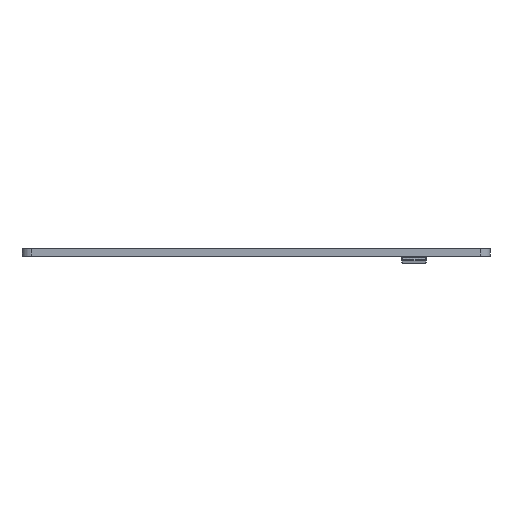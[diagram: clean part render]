
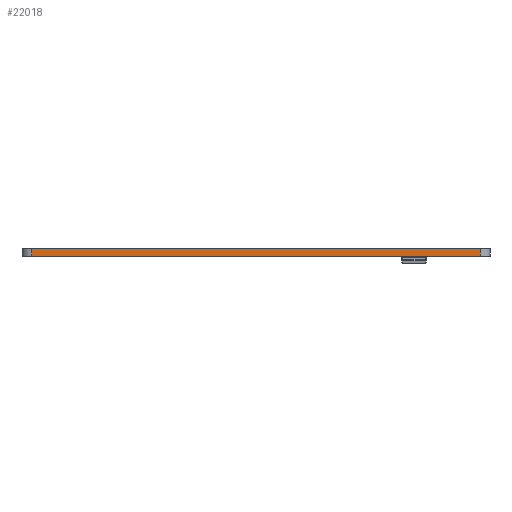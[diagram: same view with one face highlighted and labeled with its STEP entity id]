
A CAD part, left-side view. The second image highlights one B-rep face of the part: STEP entity #22018.
In plain terms, the highlighted planar face has unit normal (-1, 0, 0).
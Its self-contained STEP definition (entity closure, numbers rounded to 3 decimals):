
#18033 = CYLINDRICAL_SURFACE('',#18034,1.984);
#18034 = AXIS2_PLACEMENT_3D('',#18035,#18036,#18037);
#18035 = CARTESIAN_POINT('',(-12.303,7.541,0.));
#18036 = DIRECTION('',(-0.,-0.,-1.));
#18037 = DIRECTION('',(1.,0.,-0.));
#18061 = PLANE('',#18062);
#18062 = AXIS2_PLACEMENT_3D('',#18063,#18064,#18065);
#18063 = CARTESIAN_POINT('',(128.588,-38.1,1.59));
#18064 = DIRECTION('',(-0.,-0.,-1.));
#18065 = DIRECTION('',(-1.,0.,0.));
#18115 = PLANE('',#18116);
#18116 = AXIS2_PLACEMENT_3D('',#18117,#18118,#18119);
#18117 = CARTESIAN_POINT('',(128.588,-38.1,0.));
#18118 = DIRECTION('',(-0.,-0.,-1.));
#18119 = DIRECTION('',(-1.,0.,0.));
#18132 = VERTEX_POINT('',#18133);
#18133 = CARTESIAN_POINT('',(-14.287,7.541,1.59));
#18159 = EDGE_CURVE('',#18160,#18132,#18162,.T.);
#18160 = VERTEX_POINT('',#18161);
#18161 = CARTESIAN_POINT('',(-14.287,7.541,0.));
#18162 = SURFACE_CURVE('',#18163,(#18167,#18174),.PCURVE_S1.);
#18163 = LINE('',#18164,#18165);
#18164 = CARTESIAN_POINT('',(-14.287,7.541,0.));
#18165 = VECTOR('',#18166,1.);
#18166 = DIRECTION('',(0.,0.,1.));
#18167 = PCURVE('',#18033,#18168);
#18168 = DEFINITIONAL_REPRESENTATION('',(#18169),#18173);
#18169 = LINE('',#18170,#18171);
#18170 = CARTESIAN_POINT('',(-3.142,0.));
#18171 = VECTOR('',#18172,1.);
#18172 = DIRECTION('',(-0.,-1.));
#18173 = ( GEOMETRIC_REPRESENTATION_CONTEXT(2) 
PARAMETRIC_REPRESENTATION_CONTEXT() REPRESENTATION_CONTEXT('2D SPACE',''
  ) );
#18174 = PCURVE('',#18175,#18180);
#18175 = PLANE('',#18176);
#18176 = AXIS2_PLACEMENT_3D('',#18177,#18178,#18179);
#18177 = CARTESIAN_POINT('',(-14.287,-83.741,0.));
#18178 = DIRECTION('',(-1.,0.,0.));
#18179 = DIRECTION('',(0.,1.,0.));
#18180 = DEFINITIONAL_REPRESENTATION('',(#18181),#18185);
#18181 = LINE('',#18182,#18183);
#18182 = CARTESIAN_POINT('',(91.281,0.));
#18183 = VECTOR('',#18184,1.);
#18184 = DIRECTION('',(0.,-1.));
#18185 = ( GEOMETRIC_REPRESENTATION_CONTEXT(2) 
PARAMETRIC_REPRESENTATION_CONTEXT() REPRESENTATION_CONTEXT('2D SPACE',''
  ) );
#18389 = VERTEX_POINT('',#18390);
#18390 = CARTESIAN_POINT('',(-14.287,-83.741,0.));
#18409 = CYLINDRICAL_SURFACE('',#18410,1.984);
#18410 = AXIS2_PLACEMENT_3D('',#18411,#18412,#18413);
#18411 = CARTESIAN_POINT('',(-12.303,-83.741,0.));
#18412 = DIRECTION('',(-0.,-0.,-1.));
#18413 = DIRECTION('',(1.,0.,-0.));
#18421 = EDGE_CURVE('',#18389,#18160,#18422,.T.);
#18422 = SURFACE_CURVE('',#18423,(#18427,#18434),.PCURVE_S1.);
#18423 = LINE('',#18424,#18425);
#18424 = CARTESIAN_POINT('',(-14.287,-83.741,0.));
#18425 = VECTOR('',#18426,1.);
#18426 = DIRECTION('',(0.,1.,0.));
#18427 = PCURVE('',#18115,#18428);
#18428 = DEFINITIONAL_REPRESENTATION('',(#18429),#18433);
#18429 = LINE('',#18430,#18431);
#18430 = CARTESIAN_POINT('',(142.875,-45.641));
#18431 = VECTOR('',#18432,1.);
#18432 = DIRECTION('',(0.,1.));
#18433 = ( GEOMETRIC_REPRESENTATION_CONTEXT(2) 
PARAMETRIC_REPRESENTATION_CONTEXT() REPRESENTATION_CONTEXT('2D SPACE',''
  ) );
#18434 = PCURVE('',#18175,#18435);
#18435 = DEFINITIONAL_REPRESENTATION('',(#18436),#18440);
#18436 = LINE('',#18437,#18438);
#18437 = CARTESIAN_POINT('',(0.,0.));
#18438 = VECTOR('',#18439,1.);
#18439 = DIRECTION('',(1.,0.));
#18440 = ( GEOMETRIC_REPRESENTATION_CONTEXT(2) 
PARAMETRIC_REPRESENTATION_CONTEXT() REPRESENTATION_CONTEXT('2D SPACE',''
  ) );
#20384 = VERTEX_POINT('',#20385);
#20385 = CARTESIAN_POINT('',(-14.287,-83.741,1.59));
#20411 = EDGE_CURVE('',#20384,#18132,#20412,.T.);
#20412 = SURFACE_CURVE('',#20413,(#20417,#20424),.PCURVE_S1.);
#20413 = LINE('',#20414,#20415);
#20414 = CARTESIAN_POINT('',(-14.287,-83.741,1.59));
#20415 = VECTOR('',#20416,1.);
#20416 = DIRECTION('',(0.,1.,0.));
#20417 = PCURVE('',#18061,#20418);
#20418 = DEFINITIONAL_REPRESENTATION('',(#20419),#20423);
#20419 = LINE('',#20420,#20421);
#20420 = CARTESIAN_POINT('',(142.875,-45.641));
#20421 = VECTOR('',#20422,1.);
#20422 = DIRECTION('',(0.,1.));
#20423 = ( GEOMETRIC_REPRESENTATION_CONTEXT(2) 
PARAMETRIC_REPRESENTATION_CONTEXT() REPRESENTATION_CONTEXT('2D SPACE',''
  ) );
#20424 = PCURVE('',#18175,#20425);
#20425 = DEFINITIONAL_REPRESENTATION('',(#20426),#20430);
#20426 = LINE('',#20427,#20428);
#20427 = CARTESIAN_POINT('',(0.,-1.59));
#20428 = VECTOR('',#20429,1.);
#20429 = DIRECTION('',(1.,0.));
#20430 = ( GEOMETRIC_REPRESENTATION_CONTEXT(2) 
PARAMETRIC_REPRESENTATION_CONTEXT() REPRESENTATION_CONTEXT('2D SPACE',''
  ) );
#22018 = ADVANCED_FACE('',(#22019),#18175,.T.);
#22019 = FACE_BOUND('',#22020,.T.);
#22020 = EDGE_LOOP('',(#22021,#22042,#22043,#22044));
#22021 = ORIENTED_EDGE('',*,*,#22022,.T.);
#22022 = EDGE_CURVE('',#18389,#20384,#22023,.T.);
#22023 = SURFACE_CURVE('',#22024,(#22028,#22035),.PCURVE_S1.);
#22024 = LINE('',#22025,#22026);
#22025 = CARTESIAN_POINT('',(-14.287,-83.741,0.));
#22026 = VECTOR('',#22027,1.);
#22027 = DIRECTION('',(0.,0.,1.));
#22028 = PCURVE('',#18175,#22029);
#22029 = DEFINITIONAL_REPRESENTATION('',(#22030),#22034);
#22030 = LINE('',#22031,#22032);
#22031 = CARTESIAN_POINT('',(0.,0.));
#22032 = VECTOR('',#22033,1.);
#22033 = DIRECTION('',(0.,-1.));
#22034 = ( GEOMETRIC_REPRESENTATION_CONTEXT(2) 
PARAMETRIC_REPRESENTATION_CONTEXT() REPRESENTATION_CONTEXT('2D SPACE',''
  ) );
#22035 = PCURVE('',#18409,#22036);
#22036 = DEFINITIONAL_REPRESENTATION('',(#22037),#22041);
#22037 = LINE('',#22038,#22039);
#22038 = CARTESIAN_POINT('',(-3.142,0.));
#22039 = VECTOR('',#22040,1.);
#22040 = DIRECTION('',(-0.,-1.));
#22041 = ( GEOMETRIC_REPRESENTATION_CONTEXT(2) 
PARAMETRIC_REPRESENTATION_CONTEXT() REPRESENTATION_CONTEXT('2D SPACE',''
  ) );
#22042 = ORIENTED_EDGE('',*,*,#20411,.T.);
#22043 = ORIENTED_EDGE('',*,*,#18159,.F.);
#22044 = ORIENTED_EDGE('',*,*,#18421,.F.);
